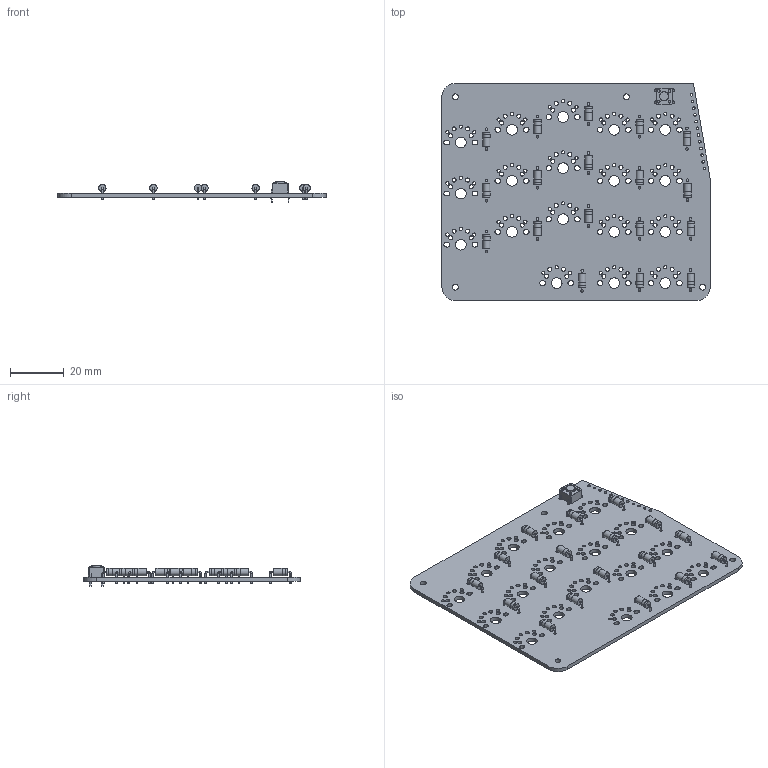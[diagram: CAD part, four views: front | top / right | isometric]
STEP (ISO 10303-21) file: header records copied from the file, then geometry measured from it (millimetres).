
FILE_DESCRIPTION(/* description */ ('KiCad electronic assembly'),/* implementation_level */ '2;1');
FILE_NAME(/* name */ 'le broke pcb.step',/* time_stamp */ '2025-06-17T00:48:00-06:00',/* author */ (''),/* organization */ (''),/* preprocessor_version */ 'ST-DEVELOPER v20.1',/* originating_system */ 'Autodesk Translation Framework v14.10.0.0',/* authorisation */ '');
FILE_SCHEMA (('AUTOMOTIVE_DESIGN { 1 0 10303 214 3 1 1 }'));
Length unit declared in the file: millimetre
Products named in the file (4): le broke 1; SW_PUSH_6mm; le broke_PCB; D_A-405_P7.62mm_Horizontal
Assembly tree (20 placements, depth 2):
  le broke 1
    D_A-405_P7.62mm_Horizontal  x18
    SW_PUSH_6mm
    le broke_PCB
Bounding box: 100.03 x 80.97 x 7.8 mm (x, y, z)
Volume: 11895.6 mm3; surface area: 18662.4 mm2
Topology: 20 solids, 20 shells, 659 faces, 1609 edges, 1067 vertices
Faces by surface type: cylinder 442, plane 180, torus 37
Full cylindrical faces by diameter (mm): 0.6 x72, 0.9 x36, 1 x16, 1.1 x4, 1.2 x54, 1.524 x72, 2.2 x4, 2.7 x36, 2.72 x18, 3.5 x1, 3.988 x18
Entity records: 14833 total; most frequent: DIRECTION 2656, CARTESIAN_POINT 2339, ORIENTED_EDGE 2300, EDGE_CURVE 1150, AXIS2_PLACEMENT_3D 1078, EDGE_LOOP 885, VERTEX_POINT 761, CIRCLE 650
